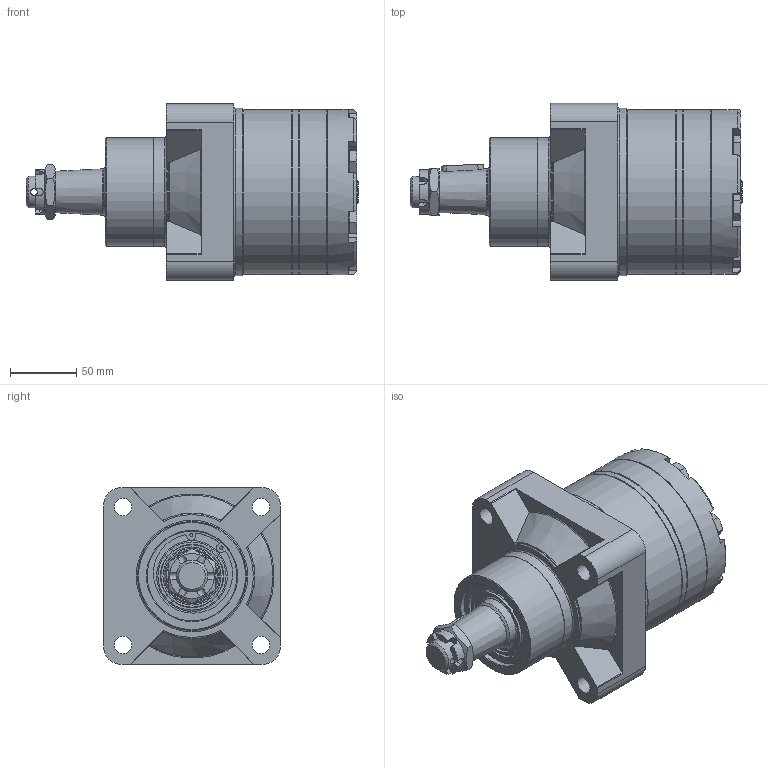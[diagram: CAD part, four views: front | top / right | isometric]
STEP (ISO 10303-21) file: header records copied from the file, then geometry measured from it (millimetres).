
FILE_DESCRIPTION( ( 'STEP AP214' ), '1' );
FILE_NAME( 'HW160KB2(EURO).stp', '2019-11-20T13:12:08', ( '' ), ( '' ), ' ', 'PARTsolutions', ' ' );
FILE_SCHEMA( ( 'AUTOMOTIVE_DESIGN { 1 0 10303 214 1 1 1 1 }' ) );
Length unit declared in the file: millimetre
Products named in the file (7): HW160KB2(EURO); _HWMF; _HWKBSH; _HWF; _HW160D; _HWEC; HI_Hexagon bolt DIN 931-1 M10x370
Assembly tree (12 placements, depth 2):
  HW160KB2(EURO)
    _HWMF
    _HWKBSH
    _HWF
    _HW160D
    _HWEC
    HI_Hexagon bolt DIN 931-1 M10x370  x7
Bounding box: 251.4 x 134 x 134 mm (x, y, z)
Volume: 2172704 mm3; surface area: 257969.1 mm2
Topology: 12 solids, 12 shells, 377 faces, 873 edges, 553 vertices
Faces by surface type: plane 169, cylinder 98, cone 85, torus 25
Full cylindrical faces by diameter (mm): 2 x2, 2.5 x2, 5 x1, 10 x7, 10.4 x7, 10.5 x7, 13.5 x4, 16 x7, 18 x1, 18.631 x2, 21 x1, 24 x1, 34 x3, 35 x1, 38.1 x1, 44 x1, 48 x1, 51.6 x1, 65 x1, 68 x1, 68.1 x2, 71 x1, 82.2 x1, 82.5 x1, 125 x4, 127 x1
Entity records: 10152 total; most frequent: CARTESIAN_POINT 2167, DIRECTION 1222, ORIENTED_EDGE 1068, EDGE_CURVE 534, AXIS2_PLACEMENT_3D 504, EDGE_LOOP 397, VERTEX_POINT 395, FACE_OUTER_BOUND 317
